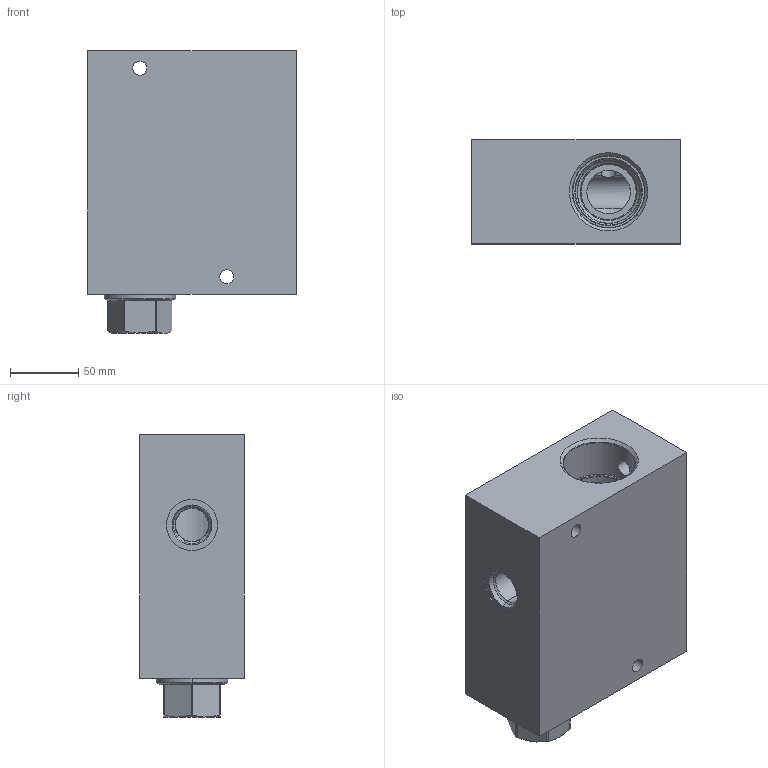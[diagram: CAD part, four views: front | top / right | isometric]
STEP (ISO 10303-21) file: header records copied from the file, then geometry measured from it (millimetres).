
FILE_DESCRIPTION((''),'2;1');
FILE_NAME('K2L_ASM','2024-01-17T',('ProEService'),(''),'PRO/ENGINEER BY PARAMETRIC TECHNOLOGY CORPORATION, 2014200','PRO/ENGINEER BY PARAMETRIC TECHNOLOGY CORPORATION, 2014200','');
FILE_SCHEMA(('CONFIG_CONTROL_DESIGN'));
Length unit declared in the file: inch
Products named in the file (3): 151-923-004; CXIDXCN; K2L_ASM
Assembly tree (2 placements, depth 2):
  K2L_ASM
    151-923-004
    CXIDXCN
Bounding box: 152.4 x 76.2 x 206.38 mm (x, y, z)
Volume: 1757979 mm3; surface area: 177926.2 mm2
Topology: 4 solids, 5 shells, 298 faces, 888 edges, 692 vertices
Faces by surface type: cylinder 127, cone 72, plane 62, torus 27, revolution 8, sphere 2
Entity records: 11652 total; most frequent: CARTESIAN_POINT 3647, DIRECTION 1722, ORIENTED_EDGE 1384, EDGE_CURVE 692, AXIS2_PLACEMENT_3D 636, VECTOR 442, LINE 442, VERTEX_POINT 418
